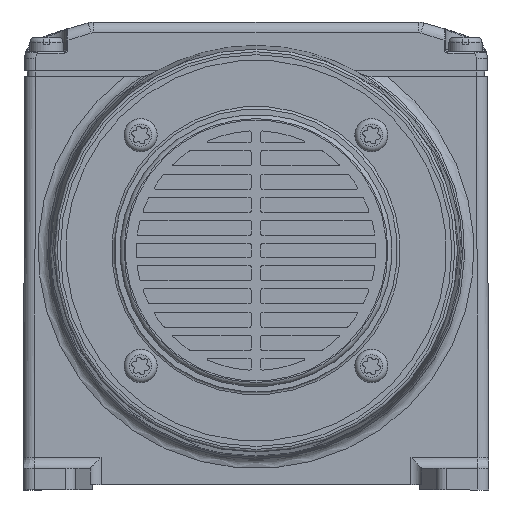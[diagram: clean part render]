
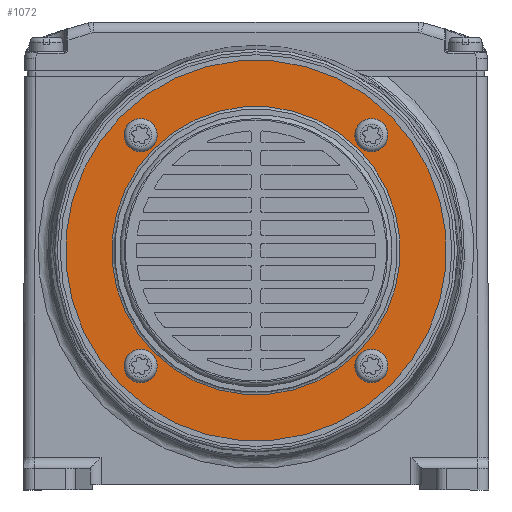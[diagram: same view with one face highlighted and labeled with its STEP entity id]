
A CAD part, left-side view. The second image highlights one B-rep face of the part: STEP entity #1072.
In plain terms, the highlighted planar face has unit normal (-1, 0, 0).
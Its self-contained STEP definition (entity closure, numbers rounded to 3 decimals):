
#1072 = ADVANCED_FACE( '', ( #2690, #2691, #2692, #2693, #2694, #2695 ), #2696, .F. );
#2690 = FACE_OUTER_BOUND( '', #5280, .T. );
#2691 = FACE_BOUND( '', #5281, .T. );
#2692 = FACE_BOUND( '', #5282, .T. );
#2693 = FACE_BOUND( '', #5283, .T. );
#2694 = FACE_BOUND( '', #5284, .T. );
#2695 = FACE_BOUND( '', #5285, .T. );
#2696 = PLANE( '', #5286 );
#5280 = EDGE_LOOP( '', ( #10242 ) );
#5281 = EDGE_LOOP( '', ( #10243 ) );
#5282 = EDGE_LOOP( '', ( #10244 ) );
#5283 = EDGE_LOOP( '', ( #10245 ) );
#5284 = EDGE_LOOP( '', ( #10246 ) );
#5285 = EDGE_LOOP( '', ( #10247 ) );
#5286 = AXIS2_PLACEMENT_3D( '', #10248, #10249, #10250 );
#10242 = ORIENTED_EDGE( '', *, *, #15971, .T. );
#10243 = ORIENTED_EDGE( '', *, *, #15972, .T. );
#10244 = ORIENTED_EDGE( '', *, *, #15973, .T. );
#10245 = ORIENTED_EDGE( '', *, *, #15974, .T. );
#10246 = ORIENTED_EDGE( '', *, *, #15975, .T. );
#10247 = ORIENTED_EDGE( '', *, *, #15976, .T. );
#10248 = CARTESIAN_POINT( '', ( -63.2, -18.385, 61.385 ) );
#10249 = DIRECTION( '', ( 1., 0., 0. ) );
#10250 = DIRECTION( '', ( 0., 1., 0. ) );
#15971 = EDGE_CURVE( '', #19120, #19120, #19121, .T. );
#15972 = EDGE_CURVE( '', #19122, #19122, #19123, .T. );
#15973 = EDGE_CURVE( '', #19124, #19124, #19125, .T. );
#15974 = EDGE_CURVE( '', #19126, #19126, #19127, .T. );
#15975 = EDGE_CURVE( '', #19128, #19128, #19129, .T. );
#15976 = EDGE_CURVE( '', #19130, #19130, #19131, .T. );
#19120 = VERTEX_POINT( '', #23946 );
#19121 = CIRCLE( '', #23947, 35. );
#19122 = VERTEX_POINT( '', #23948 );
#19123 = CIRCLE( '', #23949, 26.5 );
#19124 = VERTEX_POINT( '', #23950 );
#19125 = CIRCLE( '', #23951, 3.05 );
#19126 = VERTEX_POINT( '', #23952 );
#19127 = CIRCLE( '', #23953, 3.05 );
#19128 = VERTEX_POINT( '', #23954 );
#19129 = CIRCLE( '', #23955, 3.05 );
#19130 = VERTEX_POINT( '', #23956 );
#19131 = CIRCLE( '', #23957, 3.05 );
#23946 = CARTESIAN_POINT( '', ( -63.2, -24.749, 18.251 ) );
#23947 = AXIS2_PLACEMENT_3D( '', #28658, #28659, #28660 );
#23948 = CARTESIAN_POINT( '', ( -63.2, -18.738, 24.262 ) );
#23949 = AXIS2_PLACEMENT_3D( '', #28661, #28662, #28663 );
#23950 = CARTESIAN_POINT( '', ( -63.2, -19.057, 23.943 ) );
#23951 = AXIS2_PLACEMENT_3D( '', #28664, #28665, #28666 );
#23952 = CARTESIAN_POINT( '', ( -63.2, 19.057, 19.63 ) );
#23953 = AXIS2_PLACEMENT_3D( '', #28667, #28668, #28669 );
#23954 = CARTESIAN_POINT( '', ( -63.2, 19.057, 62.057 ) );
#23955 = AXIS2_PLACEMENT_3D( '', #28670, #28671, #28672 );
#23956 = CARTESIAN_POINT( '', ( -63.2, -23.37, 62.057 ) );
#23957 = AXIS2_PLACEMENT_3D( '', #28673, #28674, #28675 );
#28658 = CARTESIAN_POINT( '', ( -63.2, 0., 43. ) );
#28659 = DIRECTION( '', ( -1., 0., 0. ) );
#28660 = DIRECTION( '', ( 0., -0.707, -0.707 ) );
#28661 = CARTESIAN_POINT( '', ( -63.2, 0., 43. ) );
#28662 = DIRECTION( '', ( 1., 0., 0. ) );
#28663 = DIRECTION( '', ( 0., -0.707, -0.707 ) );
#28664 = CARTESIAN_POINT( '', ( -63.2, -21.213, 21.787 ) );
#28665 = DIRECTION( '', ( 1., 0., 0. ) );
#28666 = DIRECTION( '', ( 0., 0.707, 0.707 ) );
#28667 = CARTESIAN_POINT( '', ( -63.2, 21.213, 21.787 ) );
#28668 = DIRECTION( '', ( 1., 0., 0. ) );
#28669 = DIRECTION( '', ( 0., -0.707, -0.707 ) );
#28670 = CARTESIAN_POINT( '', ( -63.2, 21.213, 64.213 ) );
#28671 = DIRECTION( '', ( 1., 0., 0. ) );
#28672 = DIRECTION( '', ( 0., -0.707, -0.707 ) );
#28673 = CARTESIAN_POINT( '', ( -63.2, -21.213, 64.213 ) );
#28674 = DIRECTION( '', ( 1., 0., 0. ) );
#28675 = DIRECTION( '', ( 0., -0.707, -0.707 ) );
